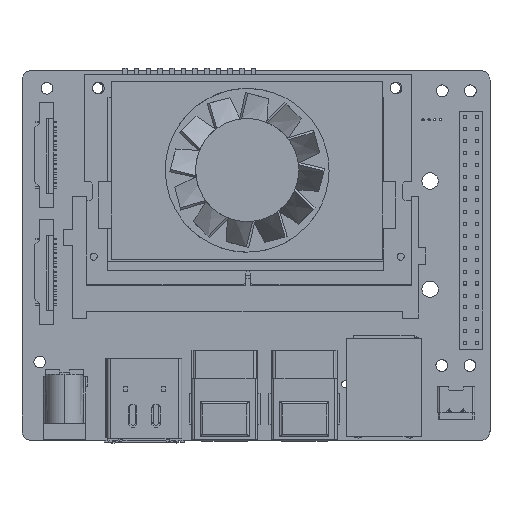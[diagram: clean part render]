
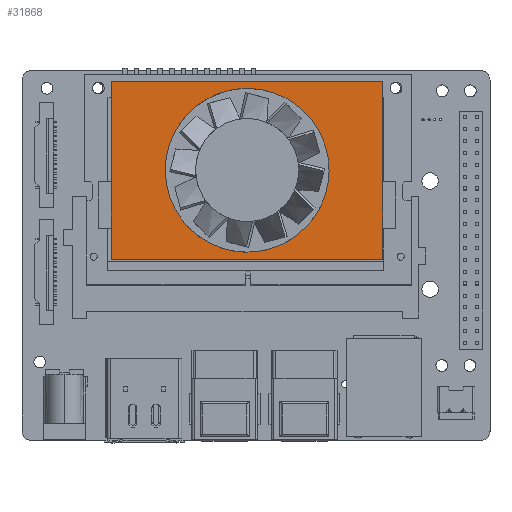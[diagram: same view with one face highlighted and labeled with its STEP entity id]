
A CAD part, top view. The second image highlights one B-rep face of the part: STEP entity #31868.
In plain terms, the highlighted free-form (B-spline) face has degree [1, 1] with [2, 2] control points.
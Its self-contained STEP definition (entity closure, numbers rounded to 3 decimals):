
#30610 = VERTEX_POINT('',#30611);
#30611 = CARTESIAN_POINT('',(-25.644,42.596,
    43.11));
#30616 = EDGE_CURVE('',#30610,#30617,#30619,.T.);
#30617 = VERTEX_POINT('',#30618);
#30618 = CARTESIAN_POINT('',(29.68,42.596,
    43.11));
#30619 = B_SPLINE_CURVE_WITH_KNOTS('',1,(#30620,#30621),.UNSPECIFIED.,
  .F.,.F.,(2,2),(0.,58.),.PIECEWISE_BEZIER_KNOTS.);
#30620 = CARTESIAN_POINT('',(-25.644,42.596,
    43.11));
#30621 = CARTESIAN_POINT('',(29.68,42.596,
    43.11));
#31380 = EDGE_CURVE('',#30617,#31381,#31383,.T.);
#31381 = VERTEX_POINT('',#31382);
#31382 = CARTESIAN_POINT('',(29.68,6.349,
    43.11));
#31383 = B_SPLINE_CURVE_WITH_KNOTS('',1,(#31384,#31385),.UNSPECIFIED.,
  .F.,.F.,(2,2),(0.,38.),.PIECEWISE_BEZIER_KNOTS.);
#31384 = CARTESIAN_POINT('',(29.68,42.596,
    43.11));
#31385 = CARTESIAN_POINT('',(29.68,6.349,
    43.11));
#31568 = VERTEX_POINT('',#31569);
#31569 = CARTESIAN_POINT('',(-25.644,6.349,
    43.11));
#31574 = EDGE_CURVE('',#31568,#30610,#31575,.T.);
#31575 = B_SPLINE_CURVE_WITH_KNOTS('',1,(#31576,#31577),.UNSPECIFIED.,
  .F.,.F.,(2,2),(0.,38.),.PIECEWISE_BEZIER_KNOTS.);
#31576 = CARTESIAN_POINT('',(-25.644,6.349,
    43.11));
#31577 = CARTESIAN_POINT('',(-25.644,42.596,
    43.11));
#31783 = EDGE_CURVE('',#31381,#31568,#31784,.T.);
#31784 = B_SPLINE_CURVE_WITH_KNOTS('',1,(#31785,#31786),.UNSPECIFIED.,
  .F.,.F.,(2,2),(0.,58.),.PIECEWISE_BEZIER_KNOTS.);
#31785 = CARTESIAN_POINT('',(29.68,6.349,
    43.11));
#31786 = CARTESIAN_POINT('',(-25.644,6.349,
    43.11));
#31868 = ADVANCED_FACE('',(#31869,#31875),#31897,.T.);
#31869 = FACE_BOUND('',#31870,.T.);
#31870 = EDGE_LOOP('',(#31871,#31872,#31873,#31874));
#31871 = ORIENTED_EDGE('',*,*,#31783,.F.);
#31872 = ORIENTED_EDGE('',*,*,#31380,.F.);
#31873 = ORIENTED_EDGE('',*,*,#30616,.F.);
#31874 = ORIENTED_EDGE('',*,*,#31574,.F.);
#31875 = FACE_BOUND('',#31876,.T.);
#31876 = EDGE_LOOP('',(#31877,#31889));
#31877 = ORIENTED_EDGE('',*,*,#31878,.F.);
#31878 = EDGE_CURVE('',#31879,#31881,#31883,.T.);
#31879 = VERTEX_POINT('',#31880);
#31880 = CARTESIAN_POINT('',(-14.675,24.473,
    43.11));
#31881 = VERTEX_POINT('',#31882);
#31882 = CARTESIAN_POINT('',(18.711,24.473,
    43.11));
#31883 = ( BOUNDED_CURVE() B_SPLINE_CURVE(2,(#31884,#31885,#31886,#31887
,#31888),.UNSPECIFIED.,.F.,.F.) B_SPLINE_CURVE_WITH_KNOTS((3,2,3),(
    3.142,4.712,6.283),
.PIECEWISE_BEZIER_KNOTS.) CURVE() GEOMETRIC_REPRESENTATION_ITEM() 
RATIONAL_B_SPLINE_CURVE((1.,0.707,1.,0.707,1.)) 
REPRESENTATION_ITEM('') );
#31884 = CARTESIAN_POINT('',(-14.675,24.473,
    43.11));
#31885 = CARTESIAN_POINT('',(-14.675,7.78,
    43.11));
#31886 = CARTESIAN_POINT('',(2.018,7.78,
    43.11));
#31887 = CARTESIAN_POINT('',(18.711,7.78,
    43.11));
#31888 = CARTESIAN_POINT('',(18.711,24.473,
    43.11));
#31889 = ORIENTED_EDGE('',*,*,#31890,.F.);
#31890 = EDGE_CURVE('',#31881,#31879,#31891,.T.);
#31891 = ( BOUNDED_CURVE() B_SPLINE_CURVE(2,(#31892,#31893,#31894,#31895
,#31896),.UNSPECIFIED.,.F.,.F.) B_SPLINE_CURVE_WITH_KNOTS((3,2,3),(0.,
1.571,3.142),.PIECEWISE_BEZIER_KNOTS.) CURVE() 
GEOMETRIC_REPRESENTATION_ITEM() RATIONAL_B_SPLINE_CURVE((1.,
0.707,1.,0.707,1.)) REPRESENTATION_ITEM('') );
#31892 = CARTESIAN_POINT('',(18.711,24.473,
    43.11));
#31893 = CARTESIAN_POINT('',(18.711,41.166,
    43.11));
#31894 = CARTESIAN_POINT('',(2.018,41.166,
    43.11));
#31895 = CARTESIAN_POINT('',(-14.675,41.166,
    43.11));
#31896 = CARTESIAN_POINT('',(-14.675,24.473,
    43.11));
#31897 = B_SPLINE_SURFACE_WITH_KNOTS('',1,1,(
    (#31898,#31899)
    ,(#31900,#31901
    )),.UNSPECIFIED.,.F.,.F.,.F.,(2,2),(2,2),(-37.853,
    0.147),(164.,222.),.PIECEWISE_BEZIER_KNOTS.);
#31898 = CARTESIAN_POINT('',(-25.644,42.596,
    43.11));
#31899 = CARTESIAN_POINT('',(29.68,42.596,
    43.11));
#31900 = CARTESIAN_POINT('',(-25.644,6.349,
    43.11));
#31901 = CARTESIAN_POINT('',(29.68,6.349,
    43.11));
